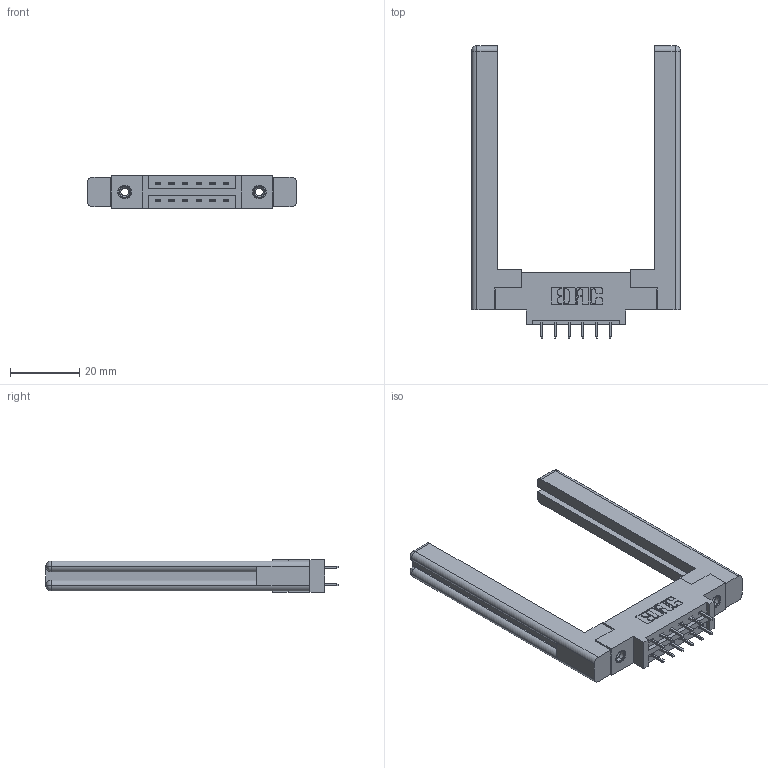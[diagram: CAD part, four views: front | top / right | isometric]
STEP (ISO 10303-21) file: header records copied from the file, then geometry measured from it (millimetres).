
FILE_DESCRIPTION (( 'STEP AP203' ), '1' );
FILE_NAME ('387-012-521-858.STEP', '2019-10-15T19:31:33', ( '' ), ( '' ), 'SwSTEP 2.0', 'SolidWorks 2016', '' );
FILE_SCHEMA (( 'CONFIG_CONTROL_DESIGN' ));
Length unit declared in the file: inch
Products named in the file (5): 345-292-001_345-293-121; 307-220-058; 387-012-521-858; 345-250-001_345-250-001-102; 337 Part_0.170 Offset - 0.156 Dia-TI
Assembly tree (17 placements, depth 2):
  387-012-521-858
    337 Part_0.170 Offset - 0.156 Dia-TI
    345-292-001_345-293-121  x12
    345-250-001_345-250-001-102  x2
    307-220-058  x2
Bounding box: 60.4 x 84.46 x 9.4 mm (x, y, z)
Volume: 12906.3 mm3; surface area: 11285.5 mm2
Topology: 17 solids, 17 shells, 908 faces, 2609 edges, 1710 vertices
Faces by surface type: plane 614, cylinder 270, cone 12, torus 12
Entity records: 12092 total; most frequent: CARTESIAN_POINT 2077, ORIENTED_EDGE 1952, DIRECTION 1848, EDGE_CURVE 976, LINE 800, VECTOR 800, VERTEX_POINT 642, AXIS2_PLACEMENT_3D 524
